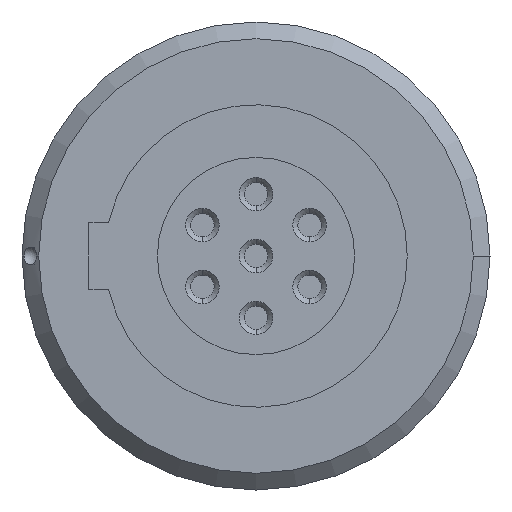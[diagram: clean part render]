
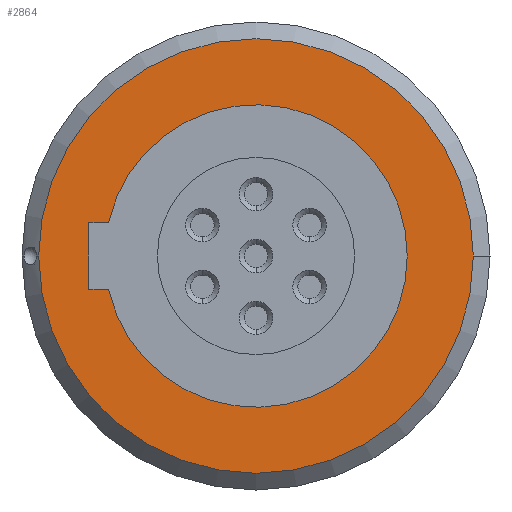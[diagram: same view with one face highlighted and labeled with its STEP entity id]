
A CAD part, left-side view. The second image highlights one B-rep face of the part: STEP entity #2864.
In plain terms, the highlighted planar face has unit normal (-1, 0, 0).
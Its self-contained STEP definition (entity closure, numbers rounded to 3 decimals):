
#417=CARTESIAN_POINT('',(-12.,0.,0.));
#418=DIRECTION('',(-1.,0.,0.));
#419=DIRECTION('',(0.,1.,0.));
#420=AXIS2_PLACEMENT_3D('',#417,#418,#419);
#422=CARTESIAN_POINT('',(-12.,0.,0.));
#423=DIRECTION('',(1.,0.,0.));
#424=DIRECTION('',(0.,1.,0.));
#425=AXIS2_PLACEMENT_3D('',#422,#423,#424);
#427=DIRECTION('',(0.,-1.,0.));
#428=VECTOR('',#427,0.587);
#429=CARTESIAN_POINT('',(-12.,5.,1.));
#430=LINE('',#429,#428);
#431=DIRECTION('',(0.,0.,1.));
#432=VECTOR('',#431,2.);
#433=CARTESIAN_POINT('',(-12.,5.,-1.));
#434=LINE('',#433,#432);
#435=DIRECTION('',(0.,1.,0.));
#436=VECTOR('',#435,0.587);
#437=CARTESIAN_POINT('',(-12.,4.413,-1.));
#438=LINE('',#437,#436);
#439=CARTESIAN_POINT('',(-12.,0.,0.));
#440=DIRECTION('',(1.,0.,0.));
#441=DIRECTION('',(0.,0.975,0.221));
#442=AXIS2_PLACEMENT_3D('',#439,#440,#441);
#2050=CARTESIAN_POINT('',(-12.,-6.5,0.));
#2051=VERTEX_POINT('',#2050);
#2052=CARTESIAN_POINT('',(-12.,6.5,0.));
#2053=VERTEX_POINT('',#2052);
#2366=CARTESIAN_POINT('',(-12.,4.413,1.));
#2367=CARTESIAN_POINT('',(-12.,4.413,-1.));
#2368=VERTEX_POINT('',#2366);
#2369=VERTEX_POINT('',#2367);
#2378=CARTESIAN_POINT('',(-12.,5.,-1.));
#2379=VERTEX_POINT('',#2378);
#2380=CARTESIAN_POINT('',(-12.,5.,1.));
#2381=VERTEX_POINT('',#2380);
#2845=CARTESIAN_POINT('',(-12.,0.,0.));
#2846=DIRECTION('',(1.,0.,0.));
#2847=DIRECTION('',(0.,-1.,0.));
#2848=AXIS2_PLACEMENT_3D('',#2845,#2846,#2847);
#2849=PLANE('',#2848);
#2850=ORIENTED_EDGE('',*,*,#2809,.F.);
#2851=ORIENTED_EDGE('',*,*,#2839,.T.);
#2852=EDGE_LOOP('',(#2850,#2851));
#2853=FACE_OUTER_BOUND('',#2852,.F.);
#2855=ORIENTED_EDGE('',*,*,#2854,.F.);
#2857=ORIENTED_EDGE('',*,*,#2856,.F.);
#2859=ORIENTED_EDGE('',*,*,#2858,.F.);
#2861=ORIENTED_EDGE('',*,*,#2860,.F.);
#2862=EDGE_LOOP('',(#2855,#2857,#2859,#2861));
#2863=FACE_BOUND('',#2862,.F.);
#2864=ADVANCED_FACE('',(#2853,#2863),#2849,.F.);
#421=CIRCLE('',#420,6.5);
#426=CIRCLE('',#425,6.5);
#443=CIRCLE('',#442,4.525);
#2809=EDGE_CURVE('',#2053,#2051,#421,.T.);
#2839=EDGE_CURVE('',#2053,#2051,#426,.T.);
#2854=EDGE_CURVE('',#2368,#2369,#443,.T.);
#2856=EDGE_CURVE('',#2381,#2368,#430,.T.);
#2858=EDGE_CURVE('',#2379,#2381,#434,.T.);
#2860=EDGE_CURVE('',#2369,#2379,#438,.T.);
